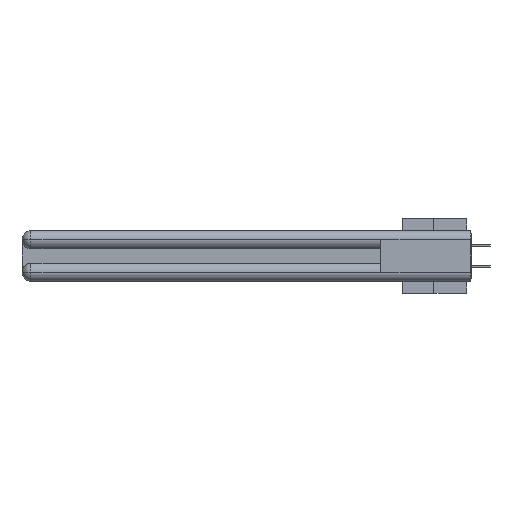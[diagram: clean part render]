
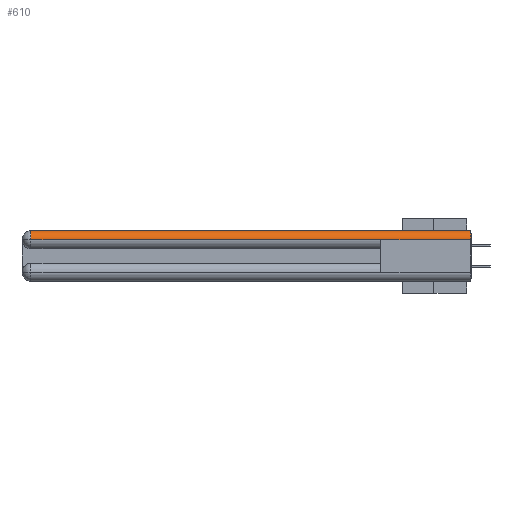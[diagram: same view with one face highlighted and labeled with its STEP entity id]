
A CAD part, left-side view. The second image highlights one B-rep face of the part: STEP entity #610.
In plain terms, the highlighted cylindrical face has radius 1.562 mm (diameter 3.124 mm), a partial arc.
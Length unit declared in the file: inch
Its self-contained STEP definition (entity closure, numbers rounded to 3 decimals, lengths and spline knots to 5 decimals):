
#610 = ADVANCED_FACE ( 'NONE', ( #27654 ), #38899, .T. ) ;
#985 = DIRECTION ( 'NONE',  ( 0., 1., 0. ) ) ;
#4636 = LINE ( 'NONE', #12997, #20243 ) ;
#5303 = CARTESIAN_POINT ( 'NONE',  ( 0., 0.6, -0.0615 ) ) ;
#5307 = LINE ( 'NONE', #21329, #21400 ) ;
#5482 = DIRECTION ( 'NONE',  ( 1., 0., 0. ) ) ;
#5634 = DIRECTION ( 'NONE',  ( 0., -1., 0. ) ) ;
#6834 = CIRCLE ( 'NONE', #23032, 0.0615 ) ;
#6858 = ORIENTED_EDGE ( 'NONE', *, *, #7833, .F. ) ;
#7302 = ORIENTED_EDGE ( 'NONE', *, *, #31891, .F. ) ;
#7833 = EDGE_CURVE ( 'NONE', #21754, #17968, #35304, .T. ) ;
#8715 = DIRECTION ( 'NONE',  ( 0., 1., 0. ) ) ;
#11642 = CARTESIAN_POINT ( 'NONE',  ( 0.0615, 0., -0.0615 ) ) ;
#11819 = DIRECTION ( 'NONE',  ( 0., 0., 1. ) ) ;
#12997 = CARTESIAN_POINT ( 'NONE',  ( 0., 3., -0.0615 ) ) ;
#13024 = CARTESIAN_POINT ( 'NONE',  ( 0.0615, 2.94, 0. ) ) ;
#13171 = EDGE_CURVE ( 'NONE', #32090, #16021, #5307, .T. ) ;
#13949 = AXIS2_PLACEMENT_3D ( 'NONE', #37079, #8715, #11819 ) ;
#14430 = ORIENTED_EDGE ( 'NONE', *, *, #28649, .T. ) ;
#14881 = DIRECTION ( 'NONE',  ( 0., -1., 0. ) ) ;
#16021 = VERTEX_POINT ( 'NONE', #5303 ) ;
#16945 = ORIENTED_EDGE ( 'NONE', *, *, #19623, .F. ) ;
#17566 = CARTESIAN_POINT ( 'NONE',  ( 0.0615, 0., 0. ) ) ;
#17968 = VERTEX_POINT ( 'NONE', #19956 ) ;
#18383 = CIRCLE ( 'NONE', #22814, 0.0615 ) ;
#19623 = EDGE_CURVE ( 'NONE', #17968, #37034, #18383, .T. ) ;
#19847 = ORIENTED_EDGE ( 'NONE', *, *, #13171, .T. ) ;
#19956 = CARTESIAN_POINT ( 'NONE',  ( 0.0615, 0., 0. ) ) ;
#20243 = VECTOR ( 'NONE', #985, 39.37008 ) ;
#20706 = CARTESIAN_POINT ( 'NONE',  ( 0., 2.94, -0.0615 ) ) ;
#21329 = CARTESIAN_POINT ( 'NONE',  ( 0., 3., -0.0615 ) ) ;
#21400 = VECTOR ( 'NONE', #27266, 39.37008 ) ;
#21754 = VERTEX_POINT ( 'NONE', #13024 ) ;
#22814 = AXIS2_PLACEMENT_3D ( 'NONE', #11642, #5634, #5482 ) ;
#23032 = AXIS2_PLACEMENT_3D ( 'NONE', #33479, #14881, #23807 ) ;
#23807 = DIRECTION ( 'NONE',  ( 0., 0., 1. ) ) ;
#27266 = DIRECTION ( 'NONE',  ( 0., -1., 0. ) ) ;
#27654 = FACE_OUTER_BOUND ( 'NONE', #29973, .T. ) ;
#28649 = EDGE_CURVE ( 'NONE', #21754, #32090, #6834, .T. ) ;
#29973 = EDGE_LOOP ( 'NONE', ( #6858, #14430, #19847, #7302, #16945 ) ) ;
#31891 = EDGE_CURVE ( 'NONE', #37034, #16021, #4636, .T. ) ;
#32090 = VERTEX_POINT ( 'NONE', #20706 ) ;
#33479 = CARTESIAN_POINT ( 'NONE',  ( 0.0615, 2.94, -0.0615 ) ) ;
#35304 = LINE ( 'NONE', #17566, #38237 ) ;
#37034 = VERTEX_POINT ( 'NONE', #39796 ) ;
#37079 = CARTESIAN_POINT ( 'NONE',  ( 0.0615, 0., -0.0615 ) ) ;
#38237 = VECTOR ( 'NONE', #38898, 39.37008 ) ;
#38898 = DIRECTION ( 'NONE',  ( 0., -1., 0. ) ) ;
#38899 = CYLINDRICAL_SURFACE ( 'NONE', #13949, 0.0615 ) ;
#39796 = CARTESIAN_POINT ( 'NONE',  ( 0., 0., -0.0615 ) ) ;
